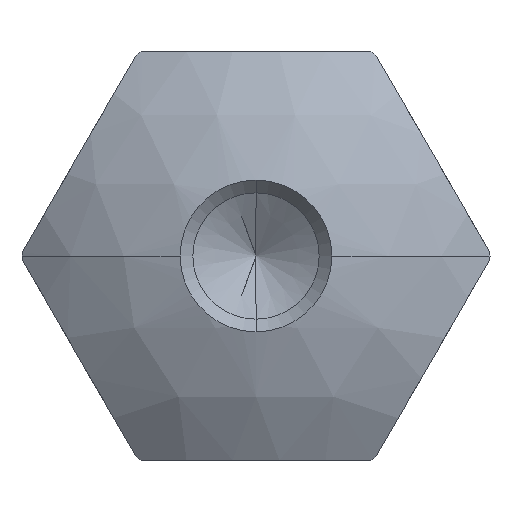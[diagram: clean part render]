
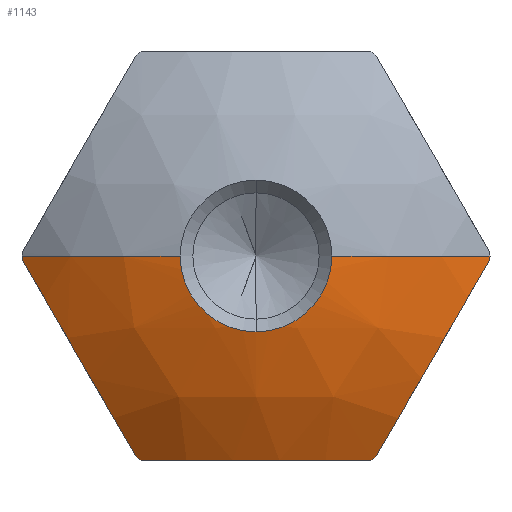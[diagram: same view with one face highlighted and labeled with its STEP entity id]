
A CAD part, front view. The second image highlights one B-rep face of the part: STEP entity #1143.
In plain terms, the highlighted spherical face has radius 20 mm.
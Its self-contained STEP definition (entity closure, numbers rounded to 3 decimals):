
#8 = ORIENTED_EDGE ( 'NONE', *, *, #1501, .T. ) ;
#25 = DIRECTION ( 'NONE',  ( 0., 0., 1. ) ) ;
#32 = EDGE_CURVE ( 'NONE', #302, #154, #1722, .T. ) ;
#53 = SPHERICAL_SURFACE ( 'NONE', #1256, 20. ) ;
#56 = CARTESIAN_POINT ( 'NONE',  ( 0., -12.936, 0. ) ) ;
#81 = CIRCLE ( 'NONE', #604, 16.703 ) ;
#85 = DIRECTION ( 'NONE',  ( 0., 0., -1. ) ) ;
#102 = AXIS2_PLACEMENT_3D ( 'NONE', #56, #1466, #505 ) ;
#109 = CIRCLE ( 'NONE', #508, 4.083 ) ;
#113 = DIRECTION ( 'NONE',  ( -0.5, 0., -0.866 ) ) ;
#133 = AXIS2_PLACEMENT_3D ( 'NONE', #590, #1557, #174 ) ;
#135 = DIRECTION ( 'NONE',  ( -0.5, 0., 0.866 ) ) ;
#139 = EDGE_CURVE ( 'NONE', #302, #800, #1612, .T. ) ;
#148 = CIRCLE ( 'NONE', #102, 12.6 ) ;
#154 = VERTEX_POINT ( 'NONE', #1057 ) ;
#174 = DIRECTION ( 'NONE',  ( -1., 0., 0. ) ) ;
#219 = DIRECTION ( 'NONE',  ( -1., 0., 0. ) ) ;
#247 = CARTESIAN_POINT ( 'NONE',  ( -6.145, -12.936, -11. ) ) ;
#261 = ORIENTED_EDGE ( 'NONE', *, *, #1617, .F. ) ;
#270 = EDGE_CURVE ( 'NONE', #518, #1405, #148, .T. ) ;
#302 = VERTEX_POINT ( 'NONE', #406 ) ;
#324 = AXIS2_PLACEMENT_3D ( 'NONE', #1423, #1228, #113 ) ;
#352 = AXIS2_PLACEMENT_3D ( 'NONE', #714, #1688, #862 ) ;
#384 = ORIENTED_EDGE ( 'NONE', *, *, #1633, .F. ) ;
#406 = CARTESIAN_POINT ( 'NONE',  ( 12.599, -12.936, -0.178 ) ) ;
#429 = CIRCLE ( 'NONE', #352, 12.6 ) ;
#493 = CARTESIAN_POINT ( 'NONE',  ( 0., -12.936, 0. ) ) ;
#505 = DIRECTION ( 'NONE',  ( 0., 0., -1. ) ) ;
#508 = AXIS2_PLACEMENT_3D ( 'NONE', #1685, #860, #25 ) ;
#517 = ORIENTED_EDGE ( 'NONE', *, *, #826, .T. ) ;
#518 = VERTEX_POINT ( 'NONE', #1527 ) ;
#560 = CIRCLE ( 'NONE', #1162, 12.6 ) ;
#565 = CARTESIAN_POINT ( 'NONE',  ( 0., 2.596, 0. ) ) ;
#590 = CARTESIAN_POINT ( 'NONE',  ( 0., 2.596, 0. ) ) ;
#604 = AXIS2_PLACEMENT_3D ( 'NONE', #1606, #1486, #219 ) ;
#615 = CARTESIAN_POINT ( 'NONE',  ( 0., -12.936, 0. ) ) ;
#636 = DIRECTION ( 'NONE',  ( 0., 0., -1. ) ) ;
#642 = CARTESIAN_POINT ( 'NONE',  ( -4.083, -16.983, 0. ) ) ;
#643 = CARTESIAN_POINT ( 'NONE',  ( 0., 2.596, 0. ) ) ;
#675 = VERTEX_POINT ( 'NONE', #741 ) ;
#686 = CARTESIAN_POINT ( 'NONE',  ( 0., -16.983, 0. ) ) ;
#697 = DIRECTION ( 'NONE',  ( 1., 0., 0. ) ) ;
#714 = CARTESIAN_POINT ( 'NONE',  ( 0., -12.936, 0. ) ) ;
#741 = CARTESIAN_POINT ( 'NONE',  ( 4.083, -16.983, 0. ) ) ;
#747 = ORIENTED_EDGE ( 'NONE', *, *, #139, .T. ) ;
#792 = VERTEX_POINT ( 'NONE', #1689 ) ;
#800 = VERTEX_POINT ( 'NONE', #1566 ) ;
#809 = CARTESIAN_POINT ( 'NONE',  ( -12.6, -12.936, 0. ) ) ;
#815 = CIRCLE ( 'NONE', #1559, 4.083 ) ;
#826 = EDGE_CURVE ( 'NONE', #800, #675, #1560, .T. ) ;
#828 = DIRECTION ( 'NONE',  ( 0., 0., 1. ) ) ;
#860 = DIRECTION ( 'NONE',  ( 0., 1., 0. ) ) ;
#862 = DIRECTION ( 'NONE',  ( 0., 0., -1. ) ) ;
#887 = CARTESIAN_POINT ( 'NONE',  ( -12.599, -12.936, -0.178 ) ) ;
#890 = EDGE_CURVE ( 'NONE', #938, #1405, #81, .T. ) ;
#938 = VERTEX_POINT ( 'NONE', #1335 ) ;
#972 = DIRECTION ( 'NONE',  ( -0.866, 0., -0.5 ) ) ;
#991 = VERTEX_POINT ( 'NONE', #642 ) ;
#1025 = DIRECTION ( 'NONE',  ( 0., -1., 0. ) ) ;
#1033 = VERTEX_POINT ( 'NONE', #887 ) ;
#1057 = CARTESIAN_POINT ( 'NONE',  ( 6.454, -12.936, -10.822 ) ) ;
#1075 = ORIENTED_EDGE ( 'NONE', *, *, #32, .F. ) ;
#1104 = EDGE_CURVE ( 'NONE', #938, #154, #560, .T. ) ;
#1143 = ADVANCED_FACE ( 'NONE', ( #1497 ), #53, .T. ) ;
#1162 = AXIS2_PLACEMENT_3D ( 'NONE', #493, #1472, #636 ) ;
#1195 = AXIS2_PLACEMENT_3D ( 'NONE', #1787, #972, #135 ) ;
#1227 = CIRCLE ( 'NONE', #1376, 20. ) ;
#1228 = DIRECTION ( 'NONE',  ( 0.866, 0., -0.5 ) ) ;
#1233 = ORIENTED_EDGE ( 'NONE', *, *, #1104, .T. ) ;
#1248 = AXIS2_PLACEMENT_3D ( 'NONE', #615, #1025, #85 ) ;
#1256 = AXIS2_PLACEMENT_3D ( 'NONE', #643, #1614, #1746 ) ;
#1294 = ORIENTED_EDGE ( 'NONE', *, *, #890, .F. ) ;
#1335 = CARTESIAN_POINT ( 'NONE',  ( 6.145, -12.936, -11. ) ) ;
#1376 = AXIS2_PLACEMENT_3D ( 'NONE', #565, #1533, #697 ) ;
#1405 = VERTEX_POINT ( 'NONE', #247 ) ;
#1423 = CARTESIAN_POINT ( 'NONE',  ( 9.526, 2.596, -5.5 ) ) ;
#1466 = DIRECTION ( 'NONE',  ( 0., -1., 0. ) ) ;
#1469 = ORIENTED_EDGE ( 'NONE', *, *, #1754, .T. ) ;
#1472 = DIRECTION ( 'NONE',  ( 0., -1., 0. ) ) ;
#1486 = DIRECTION ( 'NONE',  ( 0., 0., -1. ) ) ;
#1497 = FACE_OUTER_BOUND ( 'NONE', #1686, .T. ) ;
#1501 = EDGE_CURVE ( 'NONE', #1545, #1033, #429, .T. ) ;
#1527 = CARTESIAN_POINT ( 'NONE',  ( -6.454, -12.936, -10.822 ) ) ;
#1533 = DIRECTION ( 'NONE',  ( 0., 0., 1. ) ) ;
#1545 = VERTEX_POINT ( 'NONE', #809 ) ;
#1556 = CIRCLE ( 'NONE', #1195, 16.703 ) ;
#1557 = DIRECTION ( 'NONE',  ( 0., 0., -1. ) ) ;
#1559 = AXIS2_PLACEMENT_3D ( 'NONE', #686, #1660, #828 ) ;
#1560 = CIRCLE ( 'NONE', #133, 20. ) ;
#1566 = CARTESIAN_POINT ( 'NONE',  ( 12.6, -12.936, 0. ) ) ;
#1588 = ORIENTED_EDGE ( 'NONE', *, *, #1662, .T. ) ;
#1606 = CARTESIAN_POINT ( 'NONE',  ( 0., 2.596, -11. ) ) ;
#1612 = CIRCLE ( 'NONE', #1248, 12.6 ) ;
#1614 = DIRECTION ( 'NONE',  ( 0., 0., -1. ) ) ;
#1617 = EDGE_CURVE ( 'NONE', #518, #1033, #1556, .T. ) ;
#1633 = EDGE_CURVE ( 'NONE', #1545, #991, #1227, .T. ) ;
#1660 = DIRECTION ( 'NONE',  ( 0., 1., 0. ) ) ;
#1662 = EDGE_CURVE ( 'NONE', #792, #991, #815, .T. ) ;
#1685 = CARTESIAN_POINT ( 'NONE',  ( 0., -16.983, 0. ) ) ;
#1686 = EDGE_LOOP ( 'NONE', ( #747, #517, #1469, #1588, #384, #8, #261, #1706, #1294, #1233, #1075 ) ) ;
#1688 = DIRECTION ( 'NONE',  ( 0., -1., 0. ) ) ;
#1689 = CARTESIAN_POINT ( 'NONE',  ( 0., -16.983, -4.083 ) ) ;
#1706 = ORIENTED_EDGE ( 'NONE', *, *, #270, .T. ) ;
#1722 = CIRCLE ( 'NONE', #324, 16.703 ) ;
#1746 = DIRECTION ( 'NONE',  ( -1., 0., 0. ) ) ;
#1754 = EDGE_CURVE ( 'NONE', #675, #792, #109, .T. ) ;
#1787 = CARTESIAN_POINT ( 'NONE',  ( -9.526, 2.596, -5.5 ) ) ;
